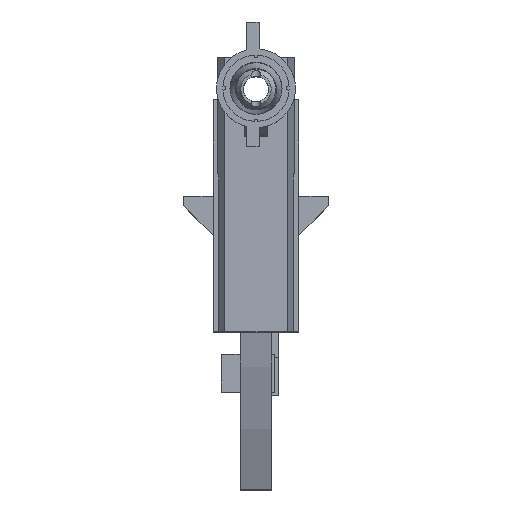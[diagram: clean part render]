
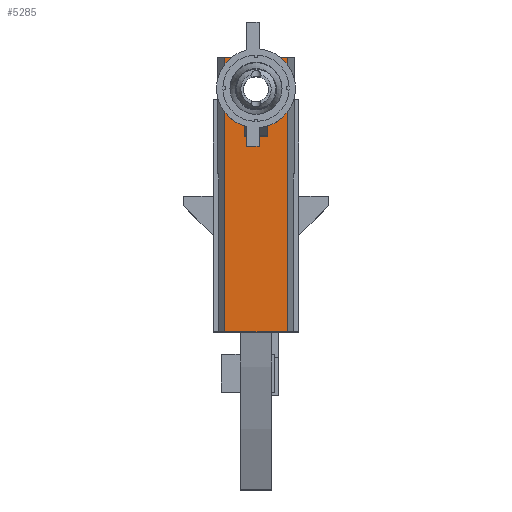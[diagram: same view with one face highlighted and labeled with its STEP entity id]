
A CAD part, top view. The second image highlights one B-rep face of the part: STEP entity #5285.
In plain terms, the highlighted planar face has unit normal (0, 0, 1).
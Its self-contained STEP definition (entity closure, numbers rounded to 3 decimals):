
#48=FACE_BOUND('',#684,.T.);
#102=CIRCLE('',#5575,8.25);
#395=FACE_OUTER_BOUND('',#683,.T.);
#683=EDGE_LOOP('',(#4037,#4038,#4039,#4040));
#684=EDGE_LOOP('',(#4041));
#1128=LINE('',#7866,#1751);
#1204=LINE('',#8032,#1827);
#1205=LINE('',#8035,#1828);
#1206=LINE('',#8036,#1829);
#1751=VECTOR('',#6312,10.);
#1827=VECTOR('',#6478,10.);
#1828=VECTOR('',#6481,10.);
#1829=VECTOR('',#6482,10.);
#2312=VERTEX_POINT('',#7863);
#2313=VERTEX_POINT('',#7865);
#2333=VERTEX_POINT('',#7923);
#2358=VERTEX_POINT('',#8030);
#2359=VERTEX_POINT('',#8034);
#2897=EDGE_CURVE('',#2312,#2313,#1128,.T.);
#2927=EDGE_CURVE('',#2333,#2333,#102,.T.);
#2983=EDGE_CURVE('',#2358,#2313,#1204,.T.);
#2984=EDGE_CURVE('',#2358,#2359,#1205,.T.);
#2985=EDGE_CURVE('',#2359,#2312,#1206,.T.);
#4037=ORIENTED_EDGE('',*,*,#2984,.F.);
#4038=ORIENTED_EDGE('',*,*,#2983,.T.);
#4039=ORIENTED_EDGE('',*,*,#2897,.F.);
#4040=ORIENTED_EDGE('',*,*,#2985,.F.);
#4041=ORIENTED_EDGE('',*,*,#2927,.T.);
#5063=PLANE('',#5606);
#5285=ADVANCED_FACE('',(#395,#48),#5063,.T.);
#5575=AXIS2_PLACEMENT_3D('',#7924,#6364,#6365);
#5606=AXIS2_PLACEMENT_3D('',#8033,#6479,#6480);
#6312=DIRECTION('',(1.,0.,0.));
#6364=DIRECTION('center_axis',(0.,0.,-1.));
#6365=DIRECTION('ref_axis',(1.,0.,0.));
#6478=DIRECTION('',(0.,1.,0.));
#6479=DIRECTION('center_axis',(0.,0.,1.));
#6480=DIRECTION('ref_axis',(1.,0.,0.));
#6481=DIRECTION('',(-1.,0.,0.));
#6482=DIRECTION('',(0.,1.,0.));
#7863=CARTESIAN_POINT('',(-9.85,87.,47.575));
#7865=CARTESIAN_POINT('',(9.85,87.,47.575));
#7866=CARTESIAN_POINT('',(13.5,87.,47.575));
#7923=CARTESIAN_POINT('',(-8.25,77.,47.575));
#7924=CARTESIAN_POINT('Origin',(0.,77.,47.575));
#8030=CARTESIAN_POINT('',(9.85,0.,47.575));
#8032=CARTESIAN_POINT('',(9.85,0.,47.575));
#8033=CARTESIAN_POINT('Origin',(-9.85,0.,47.575));
#8034=CARTESIAN_POINT('',(-9.85,0.,47.575));
#8035=CARTESIAN_POINT('',(13.5,0.,47.575));
#8036=CARTESIAN_POINT('',(-9.85,0.,47.575));
